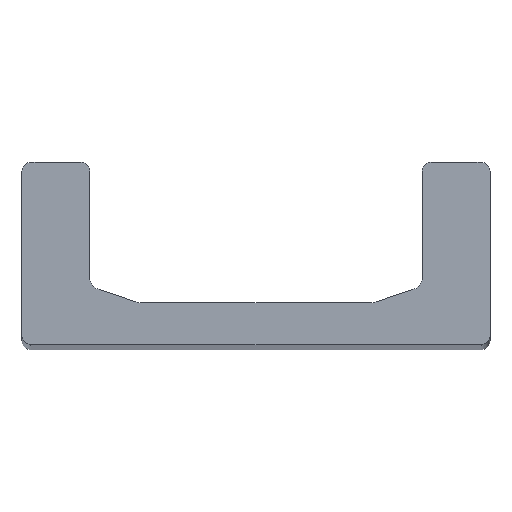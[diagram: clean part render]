
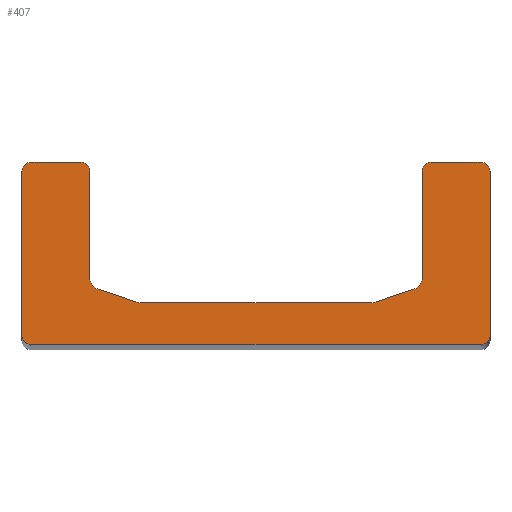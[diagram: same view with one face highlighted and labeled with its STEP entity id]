
A CAD part, top view. The second image highlights one B-rep face of the part: STEP entity #407.
In plain terms, the highlighted planar face has unit normal (0, 0, 1).
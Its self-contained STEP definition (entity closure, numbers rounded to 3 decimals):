
#18=PLANE('',#455);
#33=FACE_OUTER_BOUND('',#55,.T.);
#55=EDGE_LOOP('',(#295,#296,#297,#298,#299,#300,#301,#302,#303,#304,#305,
#306,#307,#308,#309,#310,#311,#312,#313,#314));
#75=LINE('',#626,#115);
#79=LINE('',#638,#119);
#82=LINE('',#650,#122);
#85=LINE('',#656,#125);
#86=LINE('',#660,#126);
#87=LINE('',#664,#127);
#88=LINE('',#668,#128);
#89=LINE('',#671,#129);
#90=LINE('',#675,#130);
#91=LINE('',#679,#131);
#115=VECTOR('',#499,10.);
#119=VECTOR('',#511,10.);
#122=VECTOR('',#522,10.);
#125=VECTOR('',#527,10.);
#126=VECTOR('',#530,10.);
#127=VECTOR('',#533,10.);
#128=VECTOR('',#536,10.);
#129=VECTOR('',#539,10.);
#130=VECTOR('',#542,10.);
#131=VECTOR('',#545,10.);
#152=CIRCLE('',#445,5.);
#154=CIRCLE('',#449,5.);
#155=CIRCLE('',#452,3.);
#157=CIRCLE('',#456,3.);
#158=CIRCLE('',#457,3.);
#159=CIRCLE('',#458,3.);
#160=CIRCLE('',#459,4.);
#161=CIRCLE('',#460,4.);
#162=CIRCLE('',#461,3.);
#163=CIRCLE('',#462,3.);
#173=VERTEX_POINT('',#616);
#174=VERTEX_POINT('',#618);
#176=VERTEX_POINT('',#624);
#178=VERTEX_POINT('',#630);
#180=VERTEX_POINT('',#636);
#181=VERTEX_POINT('',#640);
#182=VERTEX_POINT('',#641);
#185=VERTEX_POINT('',#649);
#187=VERTEX_POINT('',#655);
#188=VERTEX_POINT('',#657);
#189=VERTEX_POINT('',#659);
#190=VERTEX_POINT('',#661);
#191=VERTEX_POINT('',#663);
#192=VERTEX_POINT('',#665);
#193=VERTEX_POINT('',#667);
#194=VERTEX_POINT('',#669);
#195=VERTEX_POINT('',#672);
#196=VERTEX_POINT('',#674);
#197=VERTEX_POINT('',#676);
#198=VERTEX_POINT('',#678);
#213=EDGE_CURVE('',#173,#174,#152,.T.);
#217=EDGE_CURVE('',#176,#173,#75,.T.);
#220=EDGE_CURVE('',#178,#176,#154,.T.);
#223=EDGE_CURVE('',#180,#178,#79,.T.);
#224=EDGE_CURVE('',#181,#182,#155,.T.);
#228=EDGE_CURVE('',#182,#185,#82,.T.);
#231=EDGE_CURVE('',#187,#181,#85,.T.);
#232=EDGE_CURVE('',#188,#187,#157,.T.);
#233=EDGE_CURVE('',#189,#188,#86,.T.);
#234=EDGE_CURVE('',#190,#189,#158,.T.);
#235=EDGE_CURVE('',#191,#190,#87,.T.);
#236=EDGE_CURVE('',#192,#191,#159,.T.);
#237=EDGE_CURVE('',#193,#192,#88,.T.);
#238=EDGE_CURVE('',#194,#193,#160,.T.);
#239=EDGE_CURVE('',#174,#194,#89,.T.);
#240=EDGE_CURVE('',#195,#180,#161,.T.);
#241=EDGE_CURVE('',#196,#195,#90,.T.);
#242=EDGE_CURVE('',#197,#196,#162,.T.);
#243=EDGE_CURVE('',#198,#197,#91,.T.);
#244=EDGE_CURVE('',#185,#198,#163,.T.);
#295=ORIENTED_EDGE('',*,*,#224,.F.);
#296=ORIENTED_EDGE('',*,*,#231,.F.);
#297=ORIENTED_EDGE('',*,*,#232,.F.);
#298=ORIENTED_EDGE('',*,*,#233,.F.);
#299=ORIENTED_EDGE('',*,*,#234,.F.);
#300=ORIENTED_EDGE('',*,*,#235,.F.);
#301=ORIENTED_EDGE('',*,*,#236,.F.);
#302=ORIENTED_EDGE('',*,*,#237,.F.);
#303=ORIENTED_EDGE('',*,*,#238,.F.);
#304=ORIENTED_EDGE('',*,*,#239,.F.);
#305=ORIENTED_EDGE('',*,*,#213,.F.);
#306=ORIENTED_EDGE('',*,*,#217,.F.);
#307=ORIENTED_EDGE('',*,*,#220,.F.);
#308=ORIENTED_EDGE('',*,*,#223,.F.);
#309=ORIENTED_EDGE('',*,*,#240,.F.);
#310=ORIENTED_EDGE('',*,*,#241,.F.);
#311=ORIENTED_EDGE('',*,*,#242,.F.);
#312=ORIENTED_EDGE('',*,*,#243,.F.);
#313=ORIENTED_EDGE('',*,*,#244,.F.);
#314=ORIENTED_EDGE('',*,*,#228,.F.);
#407=ADVANCED_FACE('',(#33),#18,.T.);
#445=AXIS2_PLACEMENT_3D('',#619,#492,#493);
#449=AXIS2_PLACEMENT_3D('',#632,#505,#506);
#452=AXIS2_PLACEMENT_3D('',#642,#514,#515);
#455=AXIS2_PLACEMENT_3D('',#654,#525,#526);
#456=AXIS2_PLACEMENT_3D('',#658,#528,#529);
#457=AXIS2_PLACEMENT_3D('',#662,#531,#532);
#458=AXIS2_PLACEMENT_3D('',#666,#534,#535);
#459=AXIS2_PLACEMENT_3D('',#670,#537,#538);
#460=AXIS2_PLACEMENT_3D('',#673,#540,#541);
#461=AXIS2_PLACEMENT_3D('',#677,#543,#544);
#462=AXIS2_PLACEMENT_3D('',#680,#546,#547);
#492=DIRECTION('center_axis',(0.,0.,1.));
#493=DIRECTION('ref_axis',(0.16,-0.987,0.));
#499=DIRECTION('',(1.,0.,0.));
#505=DIRECTION('center_axis',(0.,0.,1.));
#506=DIRECTION('ref_axis',(-0.16,-0.987,0.));
#511=DIRECTION('',(0.949,-0.316,0.));
#514=DIRECTION('center_axis',(0.,0.,-1.));
#515=DIRECTION('ref_axis',(-0.707,-0.707,0.));
#522=DIRECTION('',(0.,1.,0.));
#525=DIRECTION('center_axis',(0.,0.,1.));
#526=DIRECTION('ref_axis',(1.,0.,0.));
#527=DIRECTION('',(-1.,0.,0.));
#528=DIRECTION('center_axis',(0.,0.,-1.));
#529=DIRECTION('ref_axis',(0.707,-0.707,0.));
#530=DIRECTION('',(0.,-1.,0.));
#531=DIRECTION('center_axis',(0.,0.,-1.));
#532=DIRECTION('ref_axis',(0.707,0.707,0.));
#533=DIRECTION('',(1.,0.,0.));
#534=DIRECTION('center_axis',(0.,0.,-1.));
#535=DIRECTION('ref_axis',(-0.707,0.707,0.));
#536=DIRECTION('',(0.,1.,0.));
#537=DIRECTION('center_axis',(0.,0.,1.));
#538=DIRECTION('ref_axis',(-0.195,0.981,0.));
#539=DIRECTION('',(0.949,0.316,0.));
#540=DIRECTION('center_axis',(0.,0.,1.));
#541=DIRECTION('ref_axis',(1.,0.,0.));
#542=DIRECTION('',(0.,-1.,0.));
#543=DIRECTION('center_axis',(0.,0.,-1.));
#544=DIRECTION('ref_axis',(0.707,0.707,0.));
#545=DIRECTION('',(1.,0.,0.));
#546=DIRECTION('center_axis',(0.,0.,-1.));
#547=DIRECTION('ref_axis',(-0.707,0.707,0.));
#616=CARTESIAN_POINT('',(38.389,14.,1000.));
#618=CARTESIAN_POINT('',(39.97,14.257,1000.));
#619=CARTESIAN_POINT('Origin',(38.389,19.,1000.));
#624=CARTESIAN_POINT('',(-38.389,14.,1000.));
#626=CARTESIAN_POINT('',(39.2,14.,1000.));
#630=CARTESIAN_POINT('',(-39.97,14.257,1000.));
#632=CARTESIAN_POINT('Origin',(-38.389,19.,1000.));
#636=CARTESIAN_POINT('',(-52.631,18.477,1000.));
#638=CARTESIAN_POINT('',(-39.2,14.,1000.));
#640=CARTESIAN_POINT('',(-75.6,0.,1000.));
#641=CARTESIAN_POINT('',(-78.6,3.,1000.));
#642=CARTESIAN_POINT('Origin',(-75.6,3.,1000.));
#649=CARTESIAN_POINT('',(-78.6,58.2,1000.));
#650=CARTESIAN_POINT('',(-78.6,61.2,1000.));
#654=CARTESIAN_POINT('Origin',(-55.19,20.267,1000.));
#655=CARTESIAN_POINT('',(75.6,0.,1000.));
#656=CARTESIAN_POINT('',(-78.6,0.,1000.));
#657=CARTESIAN_POINT('',(78.6,3.,1000.));
#658=CARTESIAN_POINT('Origin',(75.6,3.,1000.));
#659=CARTESIAN_POINT('',(78.6,58.2,1000.));
#660=CARTESIAN_POINT('',(78.6,0.,1000.));
#661=CARTESIAN_POINT('',(75.6,61.2,1000.));
#662=CARTESIAN_POINT('Origin',(75.6,58.2,1000.));
#663=CARTESIAN_POINT('',(58.85,61.2,1000.));
#664=CARTESIAN_POINT('',(78.6,61.2,1000.));
#665=CARTESIAN_POINT('',(55.85,58.2,1000.));
#666=CARTESIAN_POINT('Origin',(58.85,58.2,1000.));
#667=CARTESIAN_POINT('',(55.85,22.4,1000.));
#668=CARTESIAN_POINT('',(55.85,61.2,1000.));
#669=CARTESIAN_POINT('',(52.631,18.477,1000.));
#670=CARTESIAN_POINT('Origin',(51.85,22.4,1000.));
#671=CARTESIAN_POINT('',(55.85,19.55,1000.));
#672=CARTESIAN_POINT('',(-55.85,22.4,1000.));
#673=CARTESIAN_POINT('Origin',(-51.85,22.4,1000.));
#674=CARTESIAN_POINT('',(-55.85,58.2,1000.));
#675=CARTESIAN_POINT('',(-55.85,19.55,1000.));
#676=CARTESIAN_POINT('',(-58.85,61.2,1000.));
#677=CARTESIAN_POINT('Origin',(-58.85,58.2,1000.));
#678=CARTESIAN_POINT('',(-75.6,61.2,1000.));
#679=CARTESIAN_POINT('',(-55.85,61.2,1000.));
#680=CARTESIAN_POINT('Origin',(-75.6,58.2,1000.));
